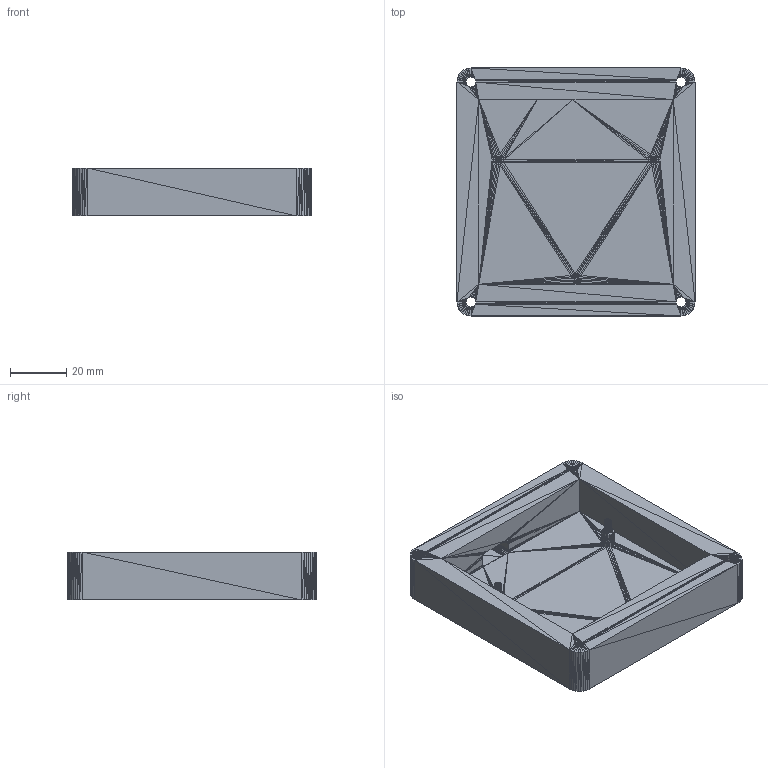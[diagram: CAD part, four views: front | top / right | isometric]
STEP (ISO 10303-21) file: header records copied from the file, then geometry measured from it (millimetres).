
FILE_DESCRIPTION((''),'2;1');
FILE_NAME('HACKPAD-bottom case', '2025-12-16T22:18:15', (''), (''), 'ImageToStl.com STEP Converter','', '');
FILE_SCHEMA(('AUTOMOTIVE_DESIGN_CC2'));
Length unit declared in the file: metre
Products named in the file (1): product0
Bounding box: 84.5 x 88 x 17 mm (x, y, z)
Surface area: 25597.1 mm2 (no closed solid volume)
Topology: 0 solids, 1796 shells, 1796 faces, 5388 edges, 890 vertices
Faces by surface type: plane 1796
Entity records: 41320 total; most frequent: DIRECTION 8982, ORIENTED_EDGE 5388, EDGE_CURVE 5388, LINE 5388, VECTOR 5388, AXIS2_PLACEMENT_3D 1797, FACE_SURFACE 1796, PLANE 1796
